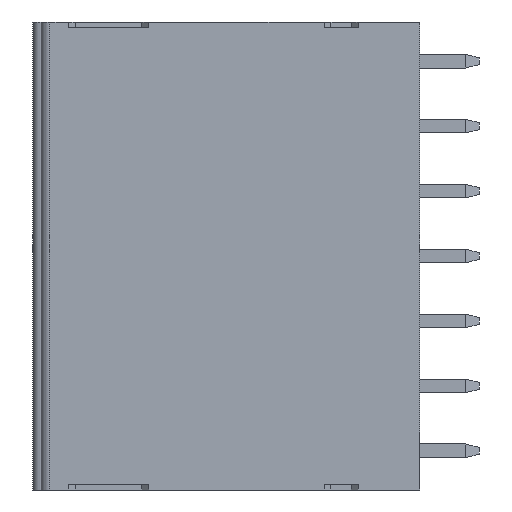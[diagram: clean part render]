
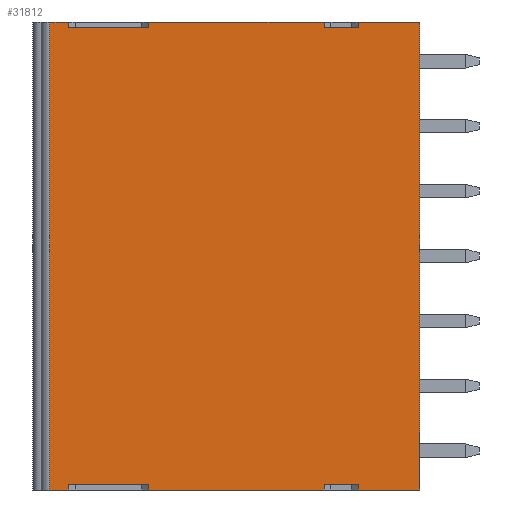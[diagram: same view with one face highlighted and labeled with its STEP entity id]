
A CAD part, front view. The second image highlights one B-rep face of the part: STEP entity #31812.
In plain terms, the highlighted planar face has unit normal (0, -1, 0).
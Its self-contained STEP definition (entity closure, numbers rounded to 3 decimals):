
#9675=DIRECTION('',(0.,0.,-1.));
#9676=VECTOR('',#9675,27.46);
#9677=CARTESIAN_POINT('',(-21.694,0.,-89.343));
#9678=LINE('',#9677,#9676);
#9683=DIRECTION('',(0.,0.,-1.));
#9684=VECTOR('',#9683,27.46);
#9685=CARTESIAN_POINT('',(0.006,0.,-89.343));
#9686=LINE('',#9685,#9684);
#9687=DIRECTION('',(-1.,0.,0.));
#9688=VECTOR('',#9687,3.6);
#9689=CARTESIAN_POINT('',(0.006,0.,
-116.803));
#9690=LINE('',#9689,#9688);
#9691=DIRECTION('',(0.,0.,1.));
#9692=VECTOR('',#9691,0.3);
#9693=CARTESIAN_POINT('',(-3.594,0.,
-116.803));
#9694=LINE('',#9693,#9692);
#9695=DIRECTION('',(-1.,0.,0.));
#9696=VECTOR('',#9695,10.3);
#9697=CARTESIAN_POINT('',(-5.594,0.,
-116.803));
#9698=LINE('',#9697,#9696);
#9699=DIRECTION('',(0.,0.,1.));
#9700=VECTOR('',#9699,0.3);
#9701=CARTESIAN_POINT('',(-15.894,0.,
-116.803));
#9702=LINE('',#9701,#9700);
#9703=DIRECTION('',(0.,0.,-1.));
#9704=VECTOR('',#9703,0.3);
#9705=CARTESIAN_POINT('',(-20.594,0.,
-116.503));
#9706=LINE('',#9705,#9704);
#9707=DIRECTION('',(-1.,0.,0.));
#9708=VECTOR('',#9707,1.1);
#9709=CARTESIAN_POINT('',(-20.594,0.,
-116.803));
#9710=LINE('',#9709,#9708);
#9711=DIRECTION('',(1.,0.,0.));
#9712=VECTOR('',#9711,1.1);
#9713=CARTESIAN_POINT('',(-21.694,0.,-89.343));
#9714=LINE('',#9713,#9712);
#9715=DIRECTION('',(1.,0.,0.));
#9716=VECTOR('',#9715,4.7);
#9717=CARTESIAN_POINT('',(-20.594,0.,
-89.643));
#9718=LINE('',#9717,#9716);
#9719=DIRECTION('',(1.,0.,0.));
#9720=VECTOR('',#9719,10.3);
#9721=CARTESIAN_POINT('',(-15.894,0.,-89.343));
#9722=LINE('',#9721,#9720);
#9723=DIRECTION('',(0.,0.,-1.));
#9724=VECTOR('',#9723,0.3);
#9725=CARTESIAN_POINT('',(-5.594,0.,-89.343));
#9726=LINE('',#9725,#9724);
#9727=DIRECTION('',(1.,0.,0.));
#9728=VECTOR('',#9727,2.);
#9729=CARTESIAN_POINT('',(-5.594,0.,
-89.643));
#9730=LINE('',#9729,#9728);
#9731=DIRECTION('',(1.,0.,0.));
#9732=VECTOR('',#9731,3.6);
#9733=CARTESIAN_POINT('',(-3.594,0.,
-89.343));
#9734=LINE('',#9733,#9732);
#9786=DIRECTION('',(0.,0.,1.));
#9787=VECTOR('',#9786,0.3);
#9788=CARTESIAN_POINT('',(-5.594,0.,
-116.803));
#9789=LINE('',#9788,#9787);
#9798=DIRECTION('',(1.,0.,0.));
#9799=VECTOR('',#9798,2.);
#9800=CARTESIAN_POINT('',(-5.594,0.,
-116.503));
#9801=LINE('',#9800,#9799);
#9822=DIRECTION('',(1.,0.,0.));
#9823=VECTOR('',#9822,4.7);
#9824=CARTESIAN_POINT('',(-20.594,0.,
-116.503));
#9825=LINE('',#9824,#9823);
#9885=DIRECTION('',(0.,0.,-1.));
#9886=VECTOR('',#9885,0.3);
#9887=CARTESIAN_POINT('',(-15.894,0.,-89.343));
#9888=LINE('',#9887,#9886);
#9901=DIRECTION('',(0.,0.,1.));
#9902=VECTOR('',#9901,0.3);
#9903=CARTESIAN_POINT('',(-20.594,0.,
-89.643));
#9904=LINE('',#9903,#9902);
#9917=DIRECTION('',(0.,0.,-1.));
#9918=VECTOR('',#9917,0.3);
#9919=CARTESIAN_POINT('',(-3.594,0.,
-89.343));
#9920=LINE('',#9919,#9918);
#13780=CARTESIAN_POINT('',(0.006,0.,-89.343));
#13782=VERTEX_POINT('',#13780);
#14218=CARTESIAN_POINT('',(-15.894,0.,-89.343));
#14219=CARTESIAN_POINT('',(-5.594,0.,-89.343));
#14220=VERTEX_POINT('',#14218);
#14221=VERTEX_POINT('',#14219);
#14226=CARTESIAN_POINT('',(-20.594,0.,-89.343));
#14227=VERTEX_POINT('',#14226);
#14228=CARTESIAN_POINT('',(-21.694,0.,-89.343));
#14229=VERTEX_POINT('',#14228);
#14236=CARTESIAN_POINT('',(-3.594,0.,
-89.343));
#14237=VERTEX_POINT('',#14236);
#14242=CARTESIAN_POINT('',(-20.594,0.,
-89.643));
#14243=VERTEX_POINT('',#14242);
#14244=CARTESIAN_POINT('',(-15.894,0.,
-89.643));
#14245=VERTEX_POINT('',#14244);
#14246=CARTESIAN_POINT('',(-5.594,0.,
-89.643));
#14247=VERTEX_POINT('',#14246);
#14248=CARTESIAN_POINT('',(-3.594,0.,
-89.643));
#14249=VERTEX_POINT('',#14248);
#14432=CARTESIAN_POINT('',(0.006,0.,
-116.803));
#14434=VERTEX_POINT('',#14432);
#14869=CARTESIAN_POINT('',(-3.594,0.,
-116.803));
#14870=VERTEX_POINT('',#14869);
#14871=CARTESIAN_POINT('',(-3.594,0.,
-116.503));
#14872=VERTEX_POINT('',#14871);
#14873=CARTESIAN_POINT('',(-5.594,0.,
-116.503));
#14874=VERTEX_POINT('',#14873);
#14875=CARTESIAN_POINT('',(-5.594,0.,
-116.803));
#14876=VERTEX_POINT('',#14875);
#14877=CARTESIAN_POINT('',(-15.894,0.,
-116.803));
#14878=VERTEX_POINT('',#14877);
#14879=CARTESIAN_POINT('',(-15.894,0.,
-116.503));
#14880=VERTEX_POINT('',#14879);
#14881=CARTESIAN_POINT('',(-20.594,0.,
-116.503));
#14882=VERTEX_POINT('',#14881);
#14883=CARTESIAN_POINT('',(-20.594,0.,
-116.803));
#14884=VERTEX_POINT('',#14883);
#14885=CARTESIAN_POINT('',(-21.694,0.,
-116.803));
#14886=VERTEX_POINT('',#14885);
#31767=CARTESIAN_POINT('',(0.006,0.,-101.168));
#31768=DIRECTION('',(0.,1.,0.));
#31769=DIRECTION('',(-1.,0.,0.));
#31770=AXIS2_PLACEMENT_3D('',#31767,#31768,#31769);
#31771=PLANE('',#31770);
#31772=ORIENTED_EDGE('',*,*,#17972,.T.);
#31774=ORIENTED_EDGE('',*,*,#31773,.T.);
#31776=ORIENTED_EDGE('',*,*,#31775,.T.);
#31778=ORIENTED_EDGE('',*,*,#31777,.F.);
#31780=ORIENTED_EDGE('',*,*,#31779,.F.);
#31782=ORIENTED_EDGE('',*,*,#31781,.T.);
#31784=ORIENTED_EDGE('',*,*,#31783,.T.);
#31786=ORIENTED_EDGE('',*,*,#31785,.F.);
#31788=ORIENTED_EDGE('',*,*,#31787,.T.);
#31790=ORIENTED_EDGE('',*,*,#31789,.T.);
#31791=ORIENTED_EDGE('',*,*,#31757,.F.);
#31793=ORIENTED_EDGE('',*,*,#31792,.T.);
#31795=ORIENTED_EDGE('',*,*,#31794,.F.);
#31797=ORIENTED_EDGE('',*,*,#31796,.T.);
#31799=ORIENTED_EDGE('',*,*,#31798,.F.);
#31801=ORIENTED_EDGE('',*,*,#31800,.T.);
#31803=ORIENTED_EDGE('',*,*,#31802,.T.);
#31805=ORIENTED_EDGE('',*,*,#31804,.T.);
#31807=ORIENTED_EDGE('',*,*,#31806,.F.);
#31809=ORIENTED_EDGE('',*,*,#31808,.T.);
#31810=EDGE_LOOP('',(#31772,#31774,#31776,#31778,#31780,#31782,#31784,#31786,
#31788,#31790,#31791,#31793,#31795,#31797,#31799,#31801,#31803,#31805,#31807,
#31809));
#31811=FACE_OUTER_BOUND('',#31810,.F.);
#31812=ADVANCED_FACE('',(#31811),#31771,.F.);
#17972=EDGE_CURVE('',#13782,#14434,#9686,.T.);
#31757=EDGE_CURVE('',#14229,#14886,#9678,.T.);
#31773=EDGE_CURVE('',#14434,#14870,#9690,.T.);
#31775=EDGE_CURVE('',#14870,#14872,#9694,.T.);
#31777=EDGE_CURVE('',#14874,#14872,#9801,.T.);
#31779=EDGE_CURVE('',#14876,#14874,#9789,.T.);
#31781=EDGE_CURVE('',#14876,#14878,#9698,.T.);
#31783=EDGE_CURVE('',#14878,#14880,#9702,.T.);
#31785=EDGE_CURVE('',#14882,#14880,#9825,.T.);
#31787=EDGE_CURVE('',#14882,#14884,#9706,.T.);
#31789=EDGE_CURVE('',#14884,#14886,#9710,.T.);
#31792=EDGE_CURVE('',#14229,#14227,#9714,.T.);
#31794=EDGE_CURVE('',#14243,#14227,#9904,.T.);
#31796=EDGE_CURVE('',#14243,#14245,#9718,.T.);
#31798=EDGE_CURVE('',#14220,#14245,#9888,.T.);
#31800=EDGE_CURVE('',#14220,#14221,#9722,.T.);
#31802=EDGE_CURVE('',#14221,#14247,#9726,.T.);
#31804=EDGE_CURVE('',#14247,#14249,#9730,.T.);
#31806=EDGE_CURVE('',#14237,#14249,#9920,.T.);
#31808=EDGE_CURVE('',#14237,#13782,#9734,.T.);
